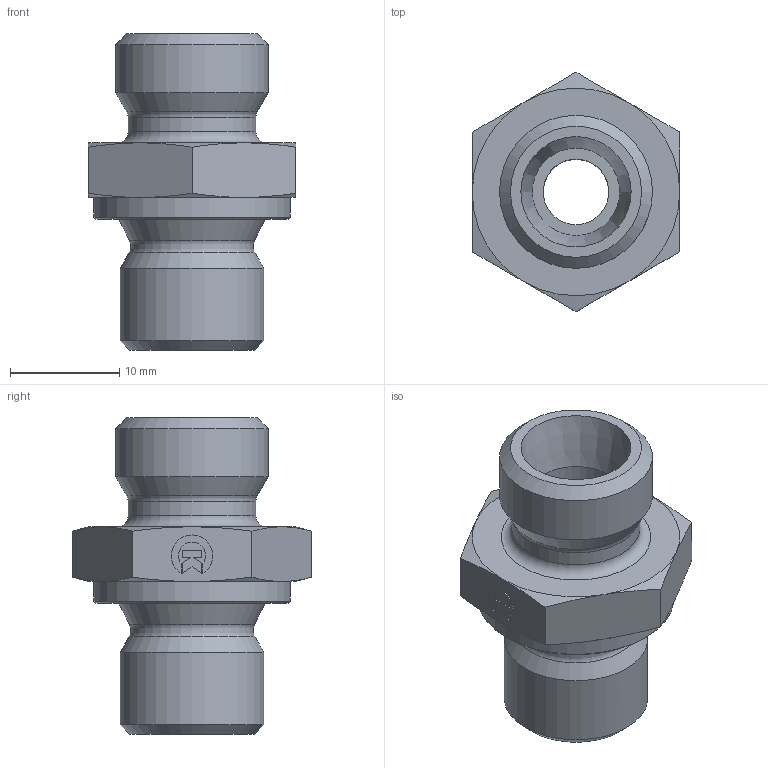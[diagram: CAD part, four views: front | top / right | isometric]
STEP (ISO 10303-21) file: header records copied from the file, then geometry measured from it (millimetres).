
FILE_DESCRIPTION((''),'2;1');
FILE_NAME('031082814.stp','2014-08-08T10:14:15',(''),('KNOMI spol. s r. o.'),'Autodesk Inventor 2012','Autodesk Inventor 2012','');
FILE_SCHEMA(('AUTOMOTIVE_DESIGN { 1 2 10303 214 0 1 1 1 }'));
Length unit declared in the file: millimetre
Products named in the file (1): PHAR2  8LR G1/4"/M14x1
Bounding box: 19.01 x 21.94 x 29 mm (x, y, z)
Volume: 3897.9 mm3; surface area: 2471.6 mm2
Topology: 1 solids, 1 shells, 75 faces, 177 edges, 112 vertices
Faces by surface type: plane 42, cone 20, cylinder 10, torus 3
Full cylindrical faces by diameter (mm): 6 x1, 8 x1, 11.7 x1, 13.157 x1, 14 x1, 18 x1
Entity records: 2014 total; most frequent: CARTESIAN_POINT 388, DIRECTION 326, ORIENTED_EDGE 312, EDGE_CURVE 156, AXIS2_PLACEMENT_3D 118, VERTEX_POINT 108, EDGE_LOOP 102, VECTOR 90
